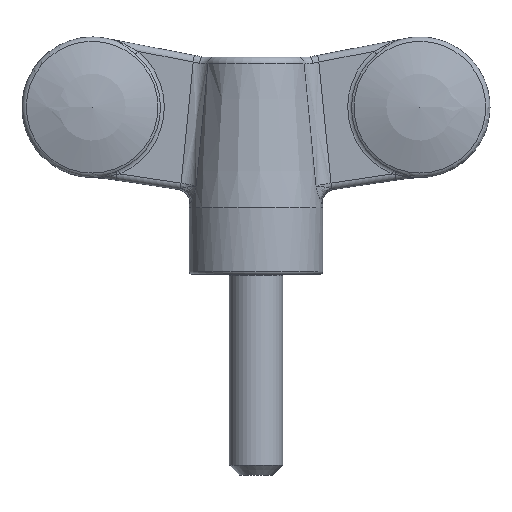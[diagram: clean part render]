
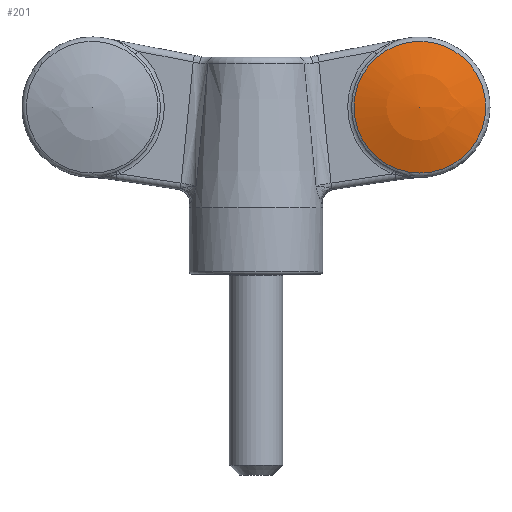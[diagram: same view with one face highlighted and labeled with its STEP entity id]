
A CAD part, left-side view. The second image highlights one B-rep face of the part: STEP entity #201.
In plain terms, the highlighted spherical face has radius 28.394 mm.
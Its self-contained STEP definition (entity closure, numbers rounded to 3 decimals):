
#201 = ADVANCED_FACE( '', ( #465 ), #466, .T. );
#465 = FACE_OUTER_BOUND( '', #2078, .T. );
#466 = SPHERICAL_SURFACE( '', #2079, 28.394 );
#2078 = EDGE_LOOP( '', ( #4998 ) );
#2079 = AXIS2_PLACEMENT_3D( '', #4999, #5000, #5001 );
#4998 = ORIENTED_EDGE( '', *, *, #5589, .F. );
#4999 = CARTESIAN_POINT( '', ( 23.894, -24.5, 25. ) );
#5000 = DIRECTION( '', ( 1., 0., 0. ) );
#5001 = DIRECTION( '', ( 0., -1., 0. ) );
#5589 = EDGE_CURVE( '', #6007, #6007, #6008, .T. );
#6007 = VERTEX_POINT( '', #7812 );
#6008 = CIRCLE( '', #7813, 9.847 );
#7812 = CARTESIAN_POINT( '', ( -2.738, -24.5, 15.153 ) );
#7813 = AXIS2_PLACEMENT_3D( '', #8704, #8705, #8706 );
#8704 = CARTESIAN_POINT( '', ( -2.738, -24.5, 25. ) );
#8705 = DIRECTION( '', ( 1., 0., 0. ) );
#8706 = DIRECTION( '', ( 0., 0., -1. ) );
